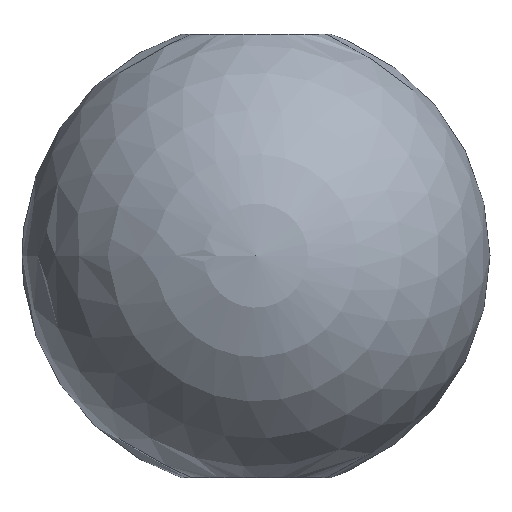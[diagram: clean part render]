
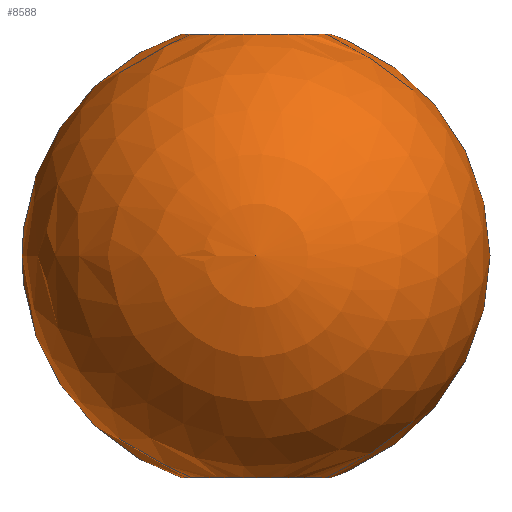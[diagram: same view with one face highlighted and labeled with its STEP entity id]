
A CAD part, top view. The second image highlights one B-rep face of the part: STEP entity #8588.
In plain terms, the highlighted spherical face has radius 20 mm.
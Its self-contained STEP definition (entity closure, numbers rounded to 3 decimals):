
#6 = CIRCLE ( 'NONE', #584, 6.386 ) ;
#119 = FACE_OUTER_BOUND ( 'NONE', #3629, .T. ) ;
#235 = CARTESIAN_POINT ( 'NONE',  ( 0., -18.953, 6.386 ) ) ;
#584 = AXIS2_PLACEMENT_3D ( 'NONE', #6050, #8444, #5281 ) ;
#1102 = ORIENTED_EDGE ( 'NONE', *, *, #5240, .T. ) ;
#1327 = VERTEX_POINT ( 'NONE', #6443 ) ;
#1805 = DIRECTION ( 'NONE',  ( 0., 0., -1. ) ) ;
#2199 = EDGE_LOOP ( 'NONE', ( #1102 ) ) ;
#2330 = DIRECTION ( 'NONE',  ( 0., 1., 0. ) ) ;
#2609 = FACE_OUTER_BOUND ( 'NONE', #2199, .T. ) ;
#2652 = CIRCLE ( 'NONE', #7723, 6.386 ) ;
#3629 = EDGE_LOOP ( 'NONE', ( #7419 ) ) ;
#5240 = EDGE_CURVE ( 'NONE', #8203, #8203, #2652, .T. ) ;
#5281 = DIRECTION ( 'NONE',  ( 0., 0., -1. ) ) ;
#5979 = SPHERICAL_SURFACE ( 'NONE', #9782, 20. ) ;
#6050 = CARTESIAN_POINT ( 'NONE',  ( 0., 18.953, 0. ) ) ;
#6443 = CARTESIAN_POINT ( 'NONE',  ( 0., 18.953, -6.386 ) ) ;
#6562 = CARTESIAN_POINT ( 'NONE',  ( 0., 0., 0. ) ) ;
#7232 = DIRECTION ( 'NONE',  ( 0., 0., 1. ) ) ;
#7267 = CARTESIAN_POINT ( 'NONE',  ( 0., -18.953, 0. ) ) ;
#7401 = DIRECTION ( 'NONE',  ( 1., 0., 0. ) ) ;
#7419 = ORIENTED_EDGE ( 'NONE', *, *, #7459, .T. ) ;
#7459 = EDGE_CURVE ( 'NONE', #1327, #1327, #6, .T. ) ;
#7723 = AXIS2_PLACEMENT_3D ( 'NONE', #7267, #2330, #7232 ) ;
#8203 = VERTEX_POINT ( 'NONE', #235 ) ;
#8444 = DIRECTION ( 'NONE',  ( 0., -1., 0. ) ) ;
#8588 = ADVANCED_FACE ( 'NONE', ( #119, #2609 ), #5979, .T. ) ;
#9782 = AXIS2_PLACEMENT_3D ( 'NONE', #6562, #1805, #7401 ) ;
